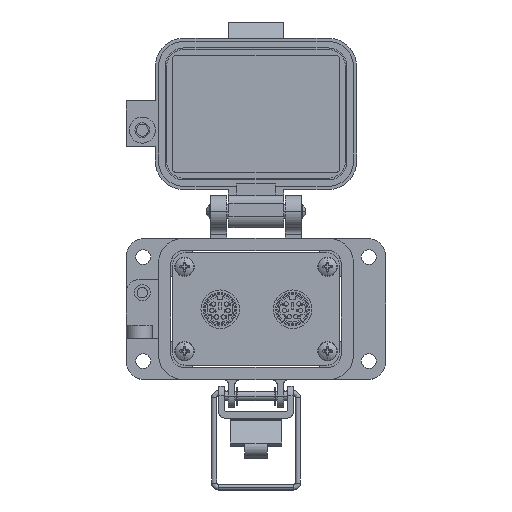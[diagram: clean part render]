
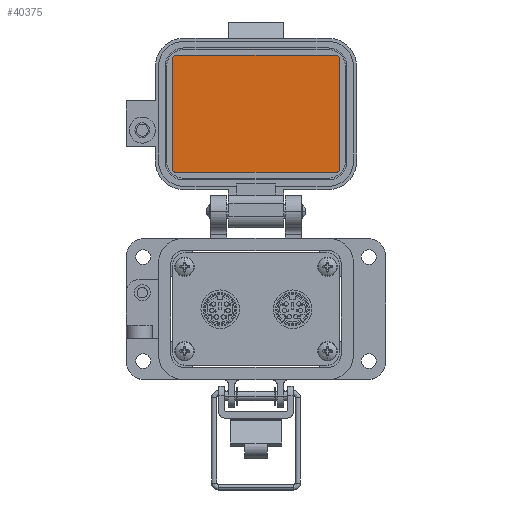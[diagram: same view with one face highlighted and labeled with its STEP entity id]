
A CAD part, top view. The second image highlights one B-rep face of the part: STEP entity #40375.
In plain terms, the highlighted planar face has unit normal (0, 0, 1).
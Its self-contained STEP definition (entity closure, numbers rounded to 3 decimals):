
#596 = AXIS2_PLACEMENT_3D ( 'NONE', #63316, #27163, #69387 ) ;
#1362 = LINE ( 'NONE', #11015, #45629 ) ;
#1385 = DIRECTION ( 'NONE',  ( 0., 1., 0. ) ) ;
#2178 = EDGE_CURVE ( 'NONE', #22438, #19327, #7732, .T. ) ;
#2237 = VERTEX_POINT ( 'NONE', #62190 ) ;
#4839 = DIRECTION ( 'NONE',  ( 0., 0., -1. ) ) ;
#7732 = LINE ( 'NONE', #24300, #21825 ) ;
#8066 = DIRECTION ( 'NONE',  ( 0., 0., -1. ) ) ;
#8317 = CIRCLE ( 'NONE', #55487, 1.057 ) ;
#10507 = AXIS2_PLACEMENT_3D ( 'NONE', #73532, #37403, #1385 ) ;
#11015 = CARTESIAN_POINT ( 'NONE',  ( 0., 85.458, -23.97 ) ) ;
#12262 = EDGE_CURVE ( 'NONE', #2237, #77591, #1362, .T. ) ;
#13297 = VECTOR ( 'NONE', #78039, 1000. ) ;
#13309 = ORIENTED_EDGE ( 'NONE', *, *, #23380, .F. ) ;
#14745 = FACE_OUTER_BOUND ( 'NONE', #59507, .T. ) ;
#17123 = EDGE_CURVE ( 'NONE', #43916, #50252, #28984, .T. ) ;
#19327 = VERTEX_POINT ( 'NONE', #23540 ) ;
#20960 = CARTESIAN_POINT ( 'NONE',  ( 25.885, 84.4, -23.97 ) ) ;
#21825 = VECTOR ( 'NONE', #36482, 1000. ) ;
#22438 = VERTEX_POINT ( 'NONE', #36617 ) ;
#23380 = EDGE_CURVE ( 'NONE', #19327, #49275, #63659, .T. ) ;
#23540 = CARTESIAN_POINT ( 'NONE',  ( -24.827, 49.199, -23.97 ) ) ;
#23567 = CARTESIAN_POINT ( 'NONE',  ( 25.885, 67.329, -23.97 ) ) ;
#23604 = LINE ( 'NONE', #65941, #13297 ) ;
#23824 = DIRECTION ( 'NONE',  ( 0., -1., 0. ) ) ;
#24300 = CARTESIAN_POINT ( 'NONE',  ( 0., 49.199, -23.97 ) ) ;
#27163 = DIRECTION ( 'NONE',  ( 0., 0., -1. ) ) ;
#27611 = CARTESIAN_POINT ( 'NONE',  ( 24.827, 85.458, -23.97 ) ) ;
#28874 = DIRECTION ( 'NONE',  ( 0., 0., -1. ) ) ;
#28984 = LINE ( 'NONE', #23567, #45041 ) ;
#29950 = EDGE_CURVE ( 'NONE', #49275, #66727, #23604, .T. ) ;
#31910 = ORIENTED_EDGE ( 'NONE', *, *, #52967, .F. ) ;
#34661 = ORIENTED_EDGE ( 'NONE', *, *, #12262, .F. ) ;
#35236 = CARTESIAN_POINT ( 'NONE',  ( 25.885, 50.257, -23.97 ) ) ;
#36482 = DIRECTION ( 'NONE',  ( -1., 0., 0. ) ) ;
#36617 = CARTESIAN_POINT ( 'NONE',  ( 24.828, 49.199, -23.97 ) ) ;
#37403 = DIRECTION ( 'NONE',  ( 0., 0., -1. ) ) ;
#38899 = CARTESIAN_POINT ( 'NONE',  ( -25.885, 50.257, -23.97 ) ) ;
#39983 = AXIS2_PLACEMENT_3D ( 'NONE', #44170, #8066, #50242 ) ;
#40375 = ADVANCED_FACE ( 'NONE', ( #14745 ), #49266, .F. ) ;
#40903 = CARTESIAN_POINT ( 'NONE',  ( -24.827, 84.4, -23.97 ) ) ;
#41316 = DIRECTION ( 'NONE',  ( 1., 0., 0. ) ) ;
#43916 = VERTEX_POINT ( 'NONE', #20960 ) ;
#44170 = CARTESIAN_POINT ( 'NONE',  ( 24.827, 50.257, -23.97 ) ) ;
#44191 = ORIENTED_EDGE ( 'NONE', *, *, #17123, .F. ) ;
#45041 = VECTOR ( 'NONE', #23824, 1000. ) ;
#45629 = VECTOR ( 'NONE', #41316, 1000. ) ;
#46958 = DIRECTION ( 'NONE',  ( -1., 0., 0. ) ) ;
#49266 = PLANE ( 'NONE',  #10507 ) ;
#49275 = VERTEX_POINT ( 'NONE', #38899 ) ;
#50242 = DIRECTION ( 'NONE',  ( -1., 0., 0. ) ) ;
#50252 = VERTEX_POINT ( 'NONE', #35236 ) ;
#52967 = EDGE_CURVE ( 'NONE', #77591, #43916, #63014, .T. ) ;
#55487 = AXIS2_PLACEMENT_3D ( 'NONE', #40903, #4839, #46958 ) ;
#55491 = ORIENTED_EDGE ( 'NONE', *, *, #75932, .F. ) ;
#55618 = ORIENTED_EDGE ( 'NONE', *, *, #2178, .F. ) ;
#56468 = CARTESIAN_POINT ( 'NONE',  ( -25.885, 84.4, -23.97 ) ) ;
#57144 = ORIENTED_EDGE ( 'NONE', *, *, #59634, .F. ) ;
#57952 = ORIENTED_EDGE ( 'NONE', *, *, #29950, .F. ) ;
#59507 = EDGE_LOOP ( 'NONE', ( #57144, #57952, #13309, #55618, #55491, #44191, #31910, #34661 ) ) ;
#59634 = EDGE_CURVE ( 'NONE', #66727, #2237, #8317, .T. ) ;
#60626 = CIRCLE ( 'NONE', #39983, 1.057 ) ;
#62190 = CARTESIAN_POINT ( 'NONE',  ( -24.827, 85.458, -23.97 ) ) ;
#63014 = CIRCLE ( 'NONE', #67573, 1.057 ) ;
#63316 = CARTESIAN_POINT ( 'NONE',  ( -24.827, 50.257, -23.97 ) ) ;
#63659 = CIRCLE ( 'NONE', #596, 1.057 ) ;
#65005 = CARTESIAN_POINT ( 'NONE',  ( 24.827, 84.4, -23.97 ) ) ;
#65941 = CARTESIAN_POINT ( 'NONE',  ( -25.885, 67.329, -23.97 ) ) ;
#66727 = VERTEX_POINT ( 'NONE', #56468 ) ;
#67573 = AXIS2_PLACEMENT_3D ( 'NONE', #65005, #28874, #71064 ) ;
#69387 = DIRECTION ( 'NONE',  ( -1., 0., 0. ) ) ;
#71064 = DIRECTION ( 'NONE',  ( -1., 0., 0. ) ) ;
#73532 = CARTESIAN_POINT ( 'NONE',  ( 0., 67.329, -23.97 ) ) ;
#75932 = EDGE_CURVE ( 'NONE', #50252, #22438, #60626, .T. ) ;
#77591 = VERTEX_POINT ( 'NONE', #27611 ) ;
#78039 = DIRECTION ( 'NONE',  ( 0., 1., 0. ) ) ;
